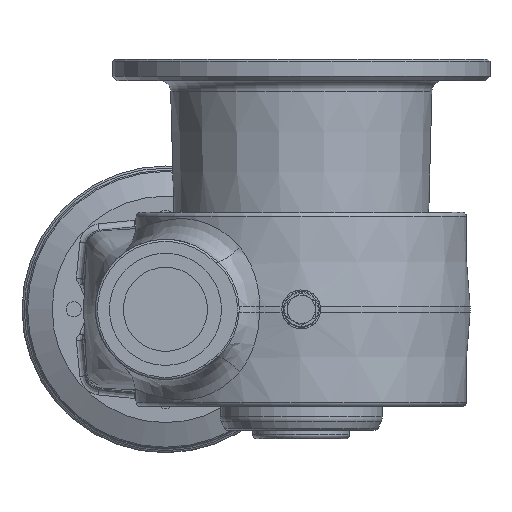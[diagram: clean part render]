
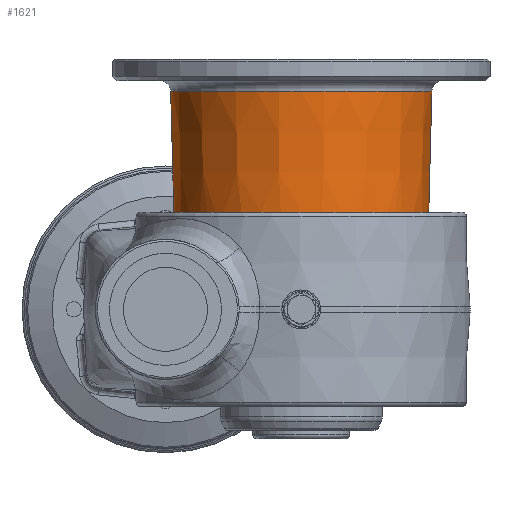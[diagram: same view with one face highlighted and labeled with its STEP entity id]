
A CAD part, left-side view. The second image highlights one B-rep face of the part: STEP entity #1621.
In plain terms, the highlighted conical face has half-angle 1.5 degrees and reference radius 61 mm.
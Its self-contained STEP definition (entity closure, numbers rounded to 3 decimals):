
#1621 = ADVANCED_FACE( '', ( #3609, #3610 ), #3611, .T. );
#3609 = FACE_OUTER_BOUND( '', #10374, .T. );
#3610 = FACE_BOUND( '', #10375, .T. );
#3611 = CONICAL_SURFACE( '', #10376, 61., 0.026 );
#10374 = EDGE_LOOP( '', ( #15772 ) );
#10375 = EDGE_LOOP( '', ( #15773, #15774, #15775, #15776, #15777, #15778, #15779, #15780 ) );
#10376 = AXIS2_PLACEMENT_3D( '', #15781, #15782, #15783 );
#15772 = ORIENTED_EDGE( '', *, *, #18173, .T. );
#15773 = ORIENTED_EDGE( '', *, *, #18174, .T. );
#15774 = ORIENTED_EDGE( '', *, *, #17415, .T. );
#15775 = ORIENTED_EDGE( '', *, *, #17977, .T. );
#15776 = ORIENTED_EDGE( '', *, *, #17420, .T. );
#15777 = ORIENTED_EDGE( '', *, *, #18175, .T. );
#15778 = ORIENTED_EDGE( '', *, *, #17418, .T. );
#15779 = ORIENTED_EDGE( '', *, *, #17621, .T. );
#15780 = ORIENTED_EDGE( '', *, *, #17417, .T. );
#15781 = CARTESIAN_POINT( '', ( 0., 0., 117.5 ) );
#15782 = DIRECTION( '', ( 0., 0., 1. ) );
#15783 = DIRECTION( '', ( 0., 1., 0. ) );
#17415 = EDGE_CURVE( '', #19593, #19594, #19595, .T. );
#17417 = EDGE_CURVE( '', #18498, #19596, #19598, .T. );
#17418 = EDGE_CURVE( '', #19599, #18499, #19600, .T. );
#17420 = EDGE_CURVE( '', #19603, #19601, #19604, .T. );
#17621 = EDGE_CURVE( '', #18499, #18498, #19886, .T. );
#17977 = EDGE_CURVE( '', #19594, #19603, #20365, .T. );
#18173 = EDGE_CURVE( '', #20602, #20602, #20603, .T. );
#18174 = EDGE_CURVE( '', #19596, #19593, #20604, .T. );
#18175 = EDGE_CURVE( '', #19601, #19599, #20605, .T. );
#18498 = VERTEX_POINT( '', #21319 );
#18499 = VERTEX_POINT( '', #21320 );
#19593 = VERTEX_POINT( '', #24290 );
#19594 = VERTEX_POINT( '', #24291 );
#19595 = CIRCLE( '', #24292, 59.102 );
#19596 = VERTEX_POINT( '', #24293 );
#19598 = CIRCLE( '', #24295, 59.102 );
#19599 = VERTEX_POINT( '', #24296 );
#19600 = CIRCLE( '', #24297, 59.102 );
#19601 = VERTEX_POINT( '', #24298 );
#19603 = VERTEX_POINT( '', #24300 );
#19604 = CIRCLE( '', #24301, 59.102 );
#19886 = CIRCLE( '', #25076, 59.102 );
#20365 = CIRCLE( '', #26149, 59.102 );
#20602 = VERTEX_POINT( '', #26599 );
#20603 = CIRCLE( '', #26600, 60.571 );
#20604 = CIRCLE( '', #26601, 59.102 );
#20605 = CIRCLE( '', #26602, 59.102 );
#21319 = CARTESIAN_POINT( '', ( -35.765, -47.051, 45. ) );
#21320 = CARTESIAN_POINT( '', ( -47.051, -35.765, 45. ) );
#24290 = CARTESIAN_POINT( '', ( 47.051, -35.765, 45. ) );
#24291 = CARTESIAN_POINT( '', ( 47.051, 35.765, 45. ) );
#24292 = AXIS2_PLACEMENT_3D( '', #27841, #27842, #27843 );
#24293 = CARTESIAN_POINT( '', ( 35.765, -47.051, 45. ) );
#24295 = AXIS2_PLACEMENT_3D( '', #27847, #27848, #27849 );
#24296 = CARTESIAN_POINT( '', ( -47.051, 35.765, 45. ) );
#24297 = AXIS2_PLACEMENT_3D( '', #27850, #27851, #27852 );
#24298 = CARTESIAN_POINT( '', ( -35.765, 47.051, 45. ) );
#24300 = CARTESIAN_POINT( '', ( 35.765, 47.051, 45. ) );
#24301 = AXIS2_PLACEMENT_3D( '', #27856, #27857, #27858 );
#25076 = AXIS2_PLACEMENT_3D( '', #28069, #28070, #28071 );
#26149 = AXIS2_PLACEMENT_3D( '', #28448, #28449, #28450 );
#26599 = CARTESIAN_POINT( '', ( 0., 60.571, 101.131 ) );
#26600 = AXIS2_PLACEMENT_3D( '', #28633, #28634, #28635 );
#26601 = AXIS2_PLACEMENT_3D( '', #28636, #28637, #28638 );
#26602 = AXIS2_PLACEMENT_3D( '', #28639, #28640, #28641 );
#27841 = CARTESIAN_POINT( '', ( 0., 0., 45. ) );
#27842 = DIRECTION( '', ( 0., 0., 1. ) );
#27843 = DIRECTION( '', ( 0., -1., 0. ) );
#27847 = CARTESIAN_POINT( '', ( 0., 0., 45. ) );
#27848 = DIRECTION( '', ( 0., 0., 1. ) );
#27849 = DIRECTION( '', ( 0., -1., 0. ) );
#27850 = CARTESIAN_POINT( '', ( 0., 0., 45. ) );
#27851 = DIRECTION( '', ( 0., 0., 1. ) );
#27852 = DIRECTION( '', ( 0., -1., 0. ) );
#27856 = CARTESIAN_POINT( '', ( 0., 0., 45. ) );
#27857 = DIRECTION( '', ( 0., 0., 1. ) );
#27858 = DIRECTION( '', ( 0., -1., 0. ) );
#28069 = CARTESIAN_POINT( '', ( 0., 0., 45. ) );
#28070 = DIRECTION( '', ( 0., 0., 1. ) );
#28071 = DIRECTION( '', ( 0., -1., 0. ) );
#28448 = CARTESIAN_POINT( '', ( 0., 0., 45. ) );
#28449 = DIRECTION( '', ( 0., 0., 1. ) );
#28450 = DIRECTION( '', ( 0., -1., 0. ) );
#28633 = CARTESIAN_POINT( '', ( 0., 0., 101.131 ) );
#28634 = DIRECTION( '', ( 0., 0., -1. ) );
#28635 = DIRECTION( '', ( 0., 1., 0. ) );
#28636 = CARTESIAN_POINT( '', ( 0., 0., 45. ) );
#28637 = DIRECTION( '', ( 0., 0., 1. ) );
#28638 = DIRECTION( '', ( 0., -1., 0. ) );
#28639 = CARTESIAN_POINT( '', ( 0., 0., 45. ) );
#28640 = DIRECTION( '', ( 0., 0., 1. ) );
#28641 = DIRECTION( '', ( 0., -1., 0. ) );
